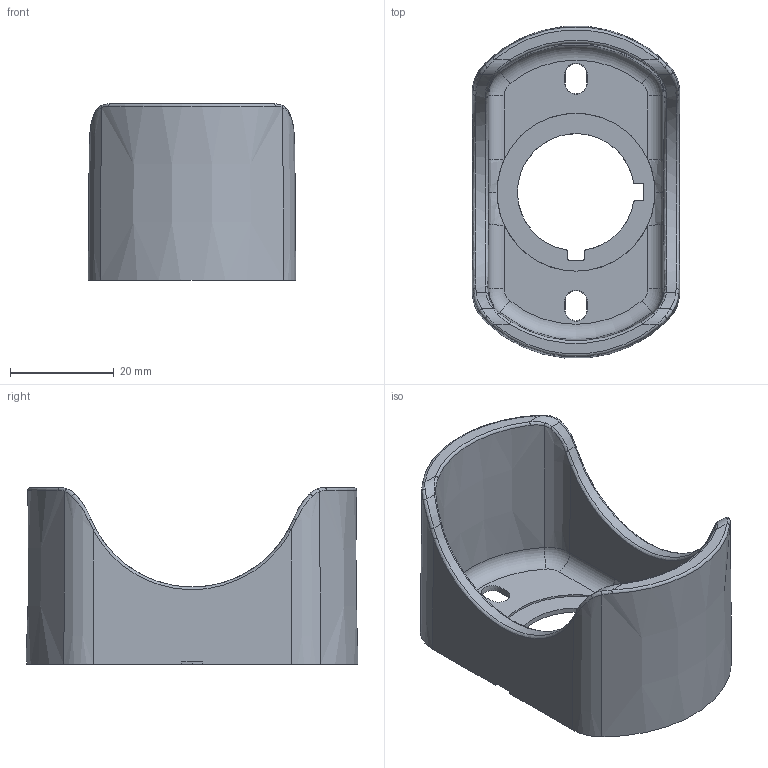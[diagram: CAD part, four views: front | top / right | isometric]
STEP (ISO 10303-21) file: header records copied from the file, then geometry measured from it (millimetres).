
FILE_DESCRIPTION((''),'2;1');
FILE_NAME('40360-359','2008-04-09T',('ABSchul1'),('Rockwell Automation'),'PRO/ENGINEER BY PARAMETRIC TECHNOLOGY CORPORATION, 2004320','PRO/ENGINEER BY PARAMETRIC TECHNOLOGY CORPORATION, 2004320','');
FILE_SCHEMA(('CONFIG_CONTROL_DESIGN'));
Length unit declared in the file: millimetre
Products named in the file (1): 40360-359
Bounding box: 40 x 63.89 x 34 mm (x, y, z)
Surface area: 12480 mm2 (no closed solid volume)
Topology: 0 solids, 1 shells, 133 faces, 334 edges, 204 vertices
Faces by surface type: bspline 44, plane 33, cylinder 28, cone 18, torus 10
Entity records: 5486 total; most frequent: CARTESIAN_POINT 2553, ORIENTED_EDGE 668, DIRECTION 524, EDGE_CURVE 334, VERTEX_POINT 204, AXIS2_PLACEMENT_3D 203, EDGE_LOOP 140, FACE_OUTER_BOUND 133
